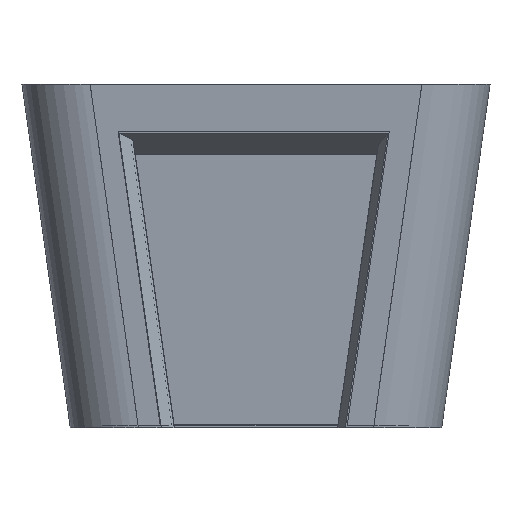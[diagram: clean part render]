
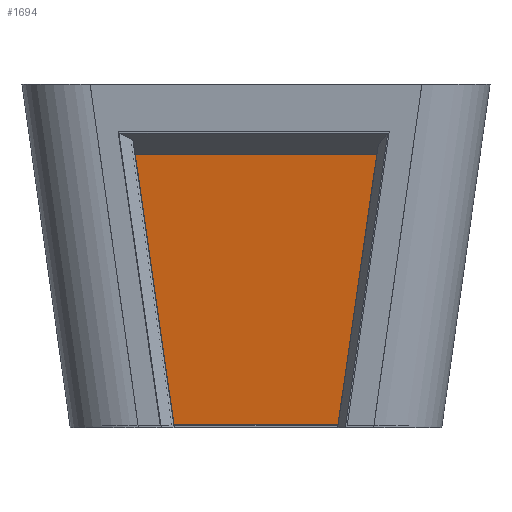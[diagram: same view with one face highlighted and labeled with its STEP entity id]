
A CAD part, left-side view. The second image highlights one B-rep face of the part: STEP entity #1694.
In plain terms, the highlighted planar face has unit normal (-0.993, 0, -0.12).
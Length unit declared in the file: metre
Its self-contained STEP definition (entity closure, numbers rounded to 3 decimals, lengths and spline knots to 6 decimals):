
#152=ORIENTED_EDGE('',*,*,#617,.F.);
#153=ORIENTED_EDGE('',*,*,#613,.T.);
#154=ORIENTED_EDGE('',*,*,#608,.F.);
#155=ORIENTED_EDGE('',*,*,#616,.F.);
#608=EDGE_CURVE('',#844,#842,#1010,.F.);
#613=EDGE_CURVE('',#846,#842,#1015,.T.);
#616=EDGE_CURVE('',#849,#844,#1018,.T.);
#617=EDGE_CURVE('',#846,#849,#1019,.T.);
#842=VERTEX_POINT('',#2469);
#844=VERTEX_POINT('',#2475);
#846=VERTEX_POINT('',#2483);
#849=VERTEX_POINT('',#2491);
#1010=LINE('',#2476,#1244);
#1015=LINE('',#2486,#1249);
#1018=LINE('',#2492,#1252);
#1019=LINE('',#2494,#1253);
#1244=VECTOR('',#1996,1.);
#1249=VECTOR('',#2005,1.);
#1252=VECTOR('',#2010,1.);
#1253=VECTOR('',#2013,1.);
#1434=EDGE_LOOP('',(#152,#153,#154,#155));
#1524=FACE_BOUND('',#1434,.T.);
#1609=PLANE('',#1808);
#1694=ADVANCED_FACE('',(#1524),#1609,.T.);
#1808=AXIS2_PLACEMENT_3D('',#2493,#2011,#2012);
#1996=DIRECTION('',(0.,-1.,0.));
#2005=DIRECTION('',(0.119,-0.141,-0.983));
#2010=DIRECTION('',(0.119,0.141,-0.983));
#2011=DIRECTION('',(-0.993,0.,-0.12));
#2012=DIRECTION('',(0.,-1.,0.));
#2013=DIRECTION('',(0.,-1.,0.));
#2469=CARTESIAN_POINT('',(-0.110622,0.033457,0.001202));
#2475=CARTESIAN_POINT('',(-0.110622,-0.033457,0.001202));
#2476=CARTESIAN_POINT('',(-0.110622,0.,0.001202));
#2483=CARTESIAN_POINT('',(-0.123967,0.04927,0.111419));
#2486=CARTESIAN_POINT('',(-0.116609,0.040552,0.050651));
#2491=CARTESIAN_POINT('',(-0.123967,-0.04927,0.111419));
#2492=CARTESIAN_POINT('',(-0.116717,-0.040679,0.051539));
#2493=CARTESIAN_POINT('',(-0.116328,0.,0.048328));
#2494=CARTESIAN_POINT('',(-0.123967,0.,0.111419));
